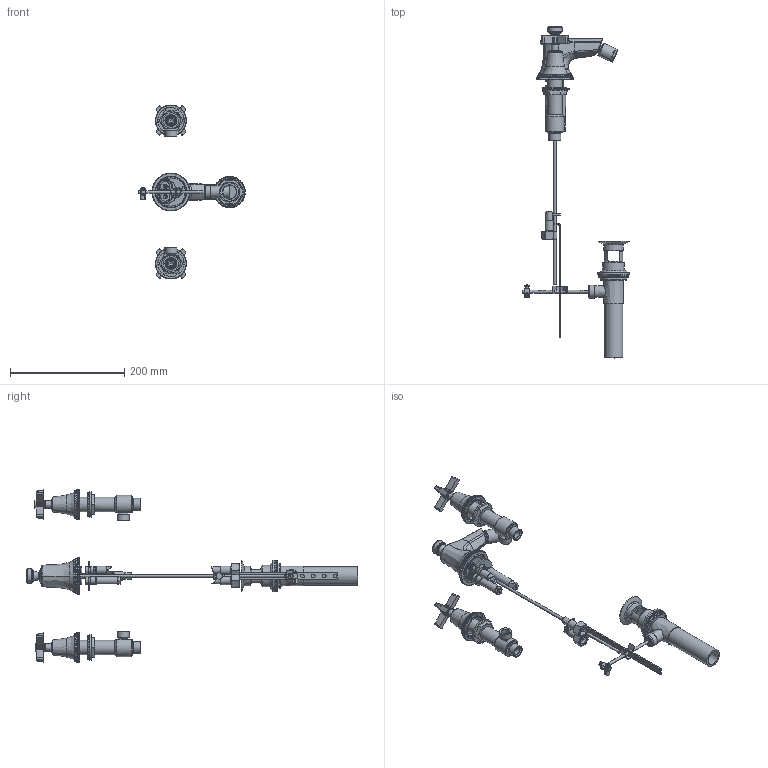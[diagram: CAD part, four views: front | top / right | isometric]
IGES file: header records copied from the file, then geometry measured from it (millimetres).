
Global section: file name: V6KA13-X; native system: Autodesk Inventor 2018; preprocessor: unknown; author: mblakey; date: 20180201.154254; units: millimetre
Bounding box: 186.5 x 580.3 x 304 mm (x, y, z)
Volume: 519834.6 mm3; surface area: 238927.2 mm2
Topology: 50 solids, 56 shells, 4301 faces, 11333 edges, 7442 vertices
Faces by surface type: bspline 4301
